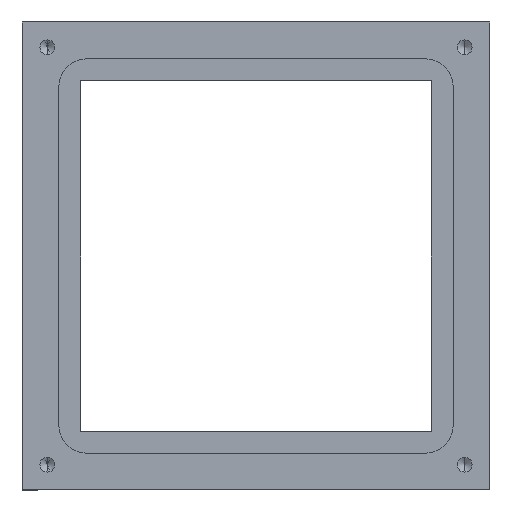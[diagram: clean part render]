
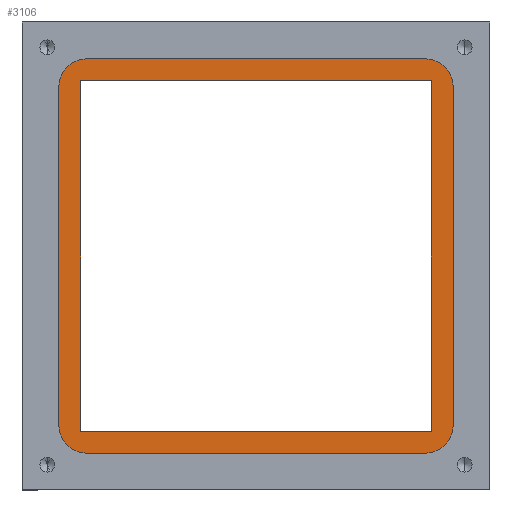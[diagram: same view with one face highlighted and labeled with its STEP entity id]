
A CAD part, front view. The second image highlights one B-rep face of the part: STEP entity #3106.
In plain terms, the highlighted planar face has unit normal (0, -1, 0).
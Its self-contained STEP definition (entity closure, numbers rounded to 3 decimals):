
#32 = LINE ( 'NONE', #505, #4530 ) ;
#55 = CARTESIAN_POINT ( 'NONE',  ( 4., 21., -7. ) ) ;
#82 = AXIS2_PLACEMENT_3D ( 'NONE', #1550, #709, #5281 ) ;
#148 = FACE_OUTER_BOUND ( 'NONE', #249, .T. ) ;
#196 = FACE_BOUND ( 'NONE', #5346, .T. ) ;
#218 = EDGE_CURVE ( 'NONE', #733, #3795, #1292, .T. ) ;
#249 = EDGE_LOOP ( 'NONE', ( #3005, #3640, #2487, #4375, #4685, #1567, #4321, #3467 ) ) ;
#320 = DIRECTION ( 'NONE',  ( -1., 0., 0. ) ) ;
#505 = CARTESIAN_POINT ( 'NONE',  ( 44.45, 21., -44.45 ) ) ;
#524 = EDGE_CURVE ( 'NONE', #1476, #3235, #4311, .T. ) ;
#605 = CARTESIAN_POINT ( 'NONE',  ( 6.35, 21., -44.45 ) ) ;
#709 = DIRECTION ( 'NONE',  ( 0., -1., 0. ) ) ;
#733 = VERTEX_POINT ( 'NONE', #2321 ) ;
#767 = CARTESIAN_POINT ( 'NONE',  ( 6.35, 21., -6.35 ) ) ;
#800 = CARTESIAN_POINT ( 'NONE',  ( 46.8, 21., -43.8 ) ) ;
#801 = VECTOR ( 'NONE', #3929, 1000. ) ;
#813 = ORIENTED_EDGE ( 'NONE', *, *, #1587, .F. ) ;
#838 = VECTOR ( 'NONE', #864, 1000. ) ;
#864 = DIRECTION ( 'NONE',  ( 0., 0., -1. ) ) ;
#885 = DIRECTION ( 'NONE',  ( 0., -1., 0. ) ) ;
#914 = VERTEX_POINT ( 'NONE', #2808 ) ;
#980 = CARTESIAN_POINT ( 'NONE',  ( 4., 21., -46.8 ) ) ;
#1073 = DIRECTION ( 'NONE',  ( 0., -1., 0. ) ) ;
#1161 = CARTESIAN_POINT ( 'NONE',  ( 7., 21., -43.8 ) ) ;
#1169 = EDGE_CURVE ( 'NONE', #3795, #4045, #1875, .T. ) ;
#1202 = AXIS2_PLACEMENT_3D ( 'NONE', #5239, #2843, #2750 ) ;
#1256 = AXIS2_PLACEMENT_3D ( 'NONE', #5091, #1437, #2705 ) ;
#1292 = CIRCLE ( 'NONE', #1202, 3. ) ;
#1345 = EDGE_CURVE ( 'NONE', #5022, #2866, #4563, .T. ) ;
#1437 = DIRECTION ( 'NONE',  ( 0., -1., 0. ) ) ;
#1476 = VERTEX_POINT ( 'NONE', #5249 ) ;
#1530 = CARTESIAN_POINT ( 'NONE',  ( 4., 21., -43.8 ) ) ;
#1550 = CARTESIAN_POINT ( 'NONE',  ( 43.8, 21., -7. ) ) ;
#1567 = ORIENTED_EDGE ( 'NONE', *, *, #2583, .T. ) ;
#1587 = EDGE_CURVE ( 'NONE', #3100, #1476, #4940, .T. ) ;
#1704 = VECTOR ( 'NONE', #2683, 1000. ) ;
#1763 = VECTOR ( 'NONE', #320, 1000. ) ;
#1875 = LINE ( 'NONE', #4282, #1704 ) ;
#1888 = EDGE_CURVE ( 'NONE', #2806, #3100, #4801, .T. ) ;
#1899 = PLANE ( 'NONE',  #1256 ) ;
#1936 = ORIENTED_EDGE ( 'NONE', *, *, #524, .F. ) ;
#2041 = VERTEX_POINT ( 'NONE', #4187 ) ;
#2063 = VERTEX_POINT ( 'NONE', #4896 ) ;
#2168 = VECTOR ( 'NONE', #2183, 1000. ) ;
#2183 = DIRECTION ( 'NONE',  ( 1., 0., 0. ) ) ;
#2321 = CARTESIAN_POINT ( 'NONE',  ( 43.8, 21., -46.8 ) ) ;
#2369 = LINE ( 'NONE', #3981, #1763 ) ;
#2451 = CARTESIAN_POINT ( 'NONE',  ( 44.45, 21., -44.45 ) ) ;
#2459 = CIRCLE ( 'NONE', #4609, 3. ) ;
#2474 = DIRECTION ( 'NONE',  ( 0., 0., -1. ) ) ;
#2487 = ORIENTED_EDGE ( 'NONE', *, *, #2721, .T. ) ;
#2583 = EDGE_CURVE ( 'NONE', #4045, #2063, #4716, .T. ) ;
#2683 = DIRECTION ( 'NONE',  ( 0., 0., 1. ) ) ;
#2705 = DIRECTION ( 'NONE',  ( 0., 0., -1. ) ) ;
#2721 = EDGE_CURVE ( 'NONE', #914, #733, #4711, .T. ) ;
#2750 = DIRECTION ( 'NONE',  ( 0., 0., -1. ) ) ;
#2806 = VERTEX_POINT ( 'NONE', #4359 ) ;
#2808 = CARTESIAN_POINT ( 'NONE',  ( 7., 21., -46.8 ) ) ;
#2843 = DIRECTION ( 'NONE',  ( 0., -1., 0. ) ) ;
#2866 = VERTEX_POINT ( 'NONE', #1530 ) ;
#2934 = EDGE_CURVE ( 'NONE', #2063, #2041, #2369, .T. ) ;
#3005 = ORIENTED_EDGE ( 'NONE', *, *, #1345, .T. ) ;
#3011 = EDGE_CURVE ( 'NONE', #3235, #2806, #32, .T. ) ;
#3050 = EDGE_CURVE ( 'NONE', #2041, #5022, #2459, .T. ) ;
#3100 = VERTEX_POINT ( 'NONE', #4128 ) ;
#3106 = ADVANCED_FACE ( 'NONE', ( #196, #148 ), #1899, .T. ) ;
#3235 = VERTEX_POINT ( 'NONE', #2451 ) ;
#3267 = VECTOR ( 'NONE', #5117, 1000. ) ;
#3371 = DIRECTION ( 'NONE',  ( 0., 0., 1. ) ) ;
#3467 = ORIENTED_EDGE ( 'NONE', *, *, #3050, .T. ) ;
#3640 = ORIENTED_EDGE ( 'NONE', *, *, #5330, .T. ) ;
#3649 = CARTESIAN_POINT ( 'NONE',  ( 44.45, 21., -6.35 ) ) ;
#3795 = VERTEX_POINT ( 'NONE', #800 ) ;
#3929 = DIRECTION ( 'NONE',  ( -1., 0., 0. ) ) ;
#3981 = CARTESIAN_POINT ( 'NONE',  ( 46.8, 21., -4. ) ) ;
#4045 = VERTEX_POINT ( 'NONE', #4750 ) ;
#4128 = CARTESIAN_POINT ( 'NONE',  ( 6.35, 21., -6.35 ) ) ;
#4129 = CARTESIAN_POINT ( 'NONE',  ( 4., 21., -4. ) ) ;
#4187 = CARTESIAN_POINT ( 'NONE',  ( 7., 21., -4. ) ) ;
#4282 = CARTESIAN_POINT ( 'NONE',  ( 46.8, 21., -46.8 ) ) ;
#4311 = LINE ( 'NONE', #605, #2168 ) ;
#4321 = ORIENTED_EDGE ( 'NONE', *, *, #2934, .T. ) ;
#4344 = DIRECTION ( 'NONE',  ( 0., 0., -1. ) ) ;
#4359 = CARTESIAN_POINT ( 'NONE',  ( 44.45, 21., -6.35 ) ) ;
#4375 = ORIENTED_EDGE ( 'NONE', *, *, #218, .T. ) ;
#4530 = VECTOR ( 'NONE', #3371, 1000. ) ;
#4549 = VECTOR ( 'NONE', #2474, 1000. ) ;
#4563 = LINE ( 'NONE', #4129, #838 ) ;
#4609 = AXIS2_PLACEMENT_3D ( 'NONE', #4974, #885, #5042 ) ;
#4644 = AXIS2_PLACEMENT_3D ( 'NONE', #1161, #1073, #4344 ) ;
#4685 = ORIENTED_EDGE ( 'NONE', *, *, #1169, .T. ) ;
#4711 = LINE ( 'NONE', #980, #3267 ) ;
#4716 = CIRCLE ( 'NONE', #82, 3. ) ;
#4750 = CARTESIAN_POINT ( 'NONE',  ( 46.8, 21., -7. ) ) ;
#4801 = LINE ( 'NONE', #3649, #801 ) ;
#4896 = CARTESIAN_POINT ( 'NONE',  ( 43.8, 21., -4. ) ) ;
#4940 = LINE ( 'NONE', #767, #4549 ) ;
#4974 = CARTESIAN_POINT ( 'NONE',  ( 7., 21., -7. ) ) ;
#5003 = CIRCLE ( 'NONE', #4644, 3. ) ;
#5022 = VERTEX_POINT ( 'NONE', #55 ) ;
#5042 = DIRECTION ( 'NONE',  ( 0., 0., -1. ) ) ;
#5084 = ORIENTED_EDGE ( 'NONE', *, *, #3011, .F. ) ;
#5091 = CARTESIAN_POINT ( 'NONE',  ( 0., 21., 0. ) ) ;
#5117 = DIRECTION ( 'NONE',  ( 1., 0., 0. ) ) ;
#5239 = CARTESIAN_POINT ( 'NONE',  ( 43.8, 21., -43.8 ) ) ;
#5249 = CARTESIAN_POINT ( 'NONE',  ( 6.35, 21., -44.45 ) ) ;
#5256 = ORIENTED_EDGE ( 'NONE', *, *, #1888, .F. ) ;
#5281 = DIRECTION ( 'NONE',  ( 0., 0., -1. ) ) ;
#5330 = EDGE_CURVE ( 'NONE', #2866, #914, #5003, .T. ) ;
#5346 = EDGE_LOOP ( 'NONE', ( #1936, #813, #5256, #5084 ) ) ;
